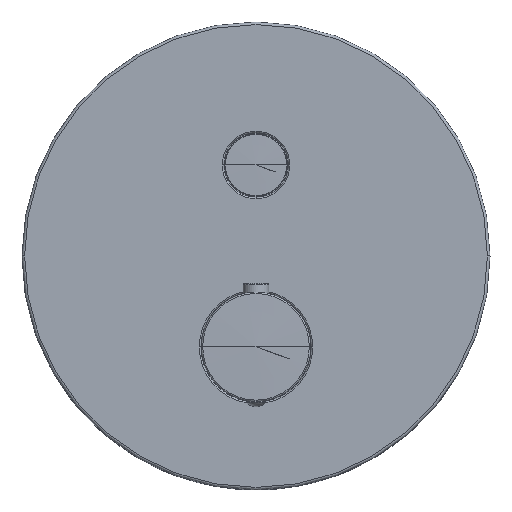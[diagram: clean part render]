
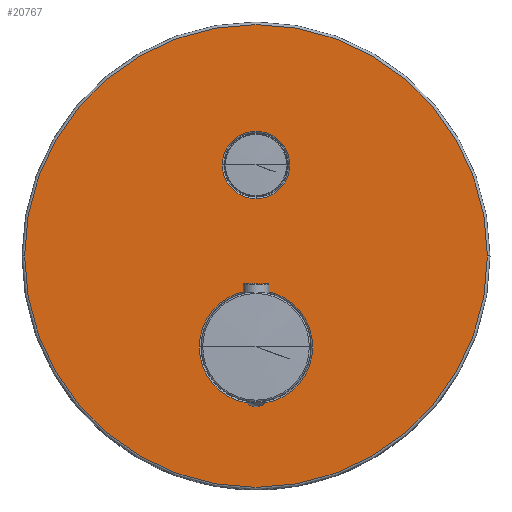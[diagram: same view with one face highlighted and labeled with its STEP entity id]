
A CAD part, top view. The second image highlights one B-rep face of the part: STEP entity #20767.
In plain terms, the highlighted planar face has unit normal (0, 0, 1).
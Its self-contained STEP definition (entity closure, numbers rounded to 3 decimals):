
#622=CARTESIAN_POINT('',(0.,0.,9.));
#623=DIRECTION('',(0.,0.,1.));
#624=DIRECTION('',(1.,0.,0.));
#625=AXIS2_PLACEMENT_3D('',#622,#623,#624);
#627=CARTESIAN_POINT('',(0.,0.,9.));
#628=DIRECTION('',(0.,0.,1.));
#629=DIRECTION('',(-1.,0.,0.));
#630=AXIS2_PLACEMENT_3D('',#627,#628,#629);
#632=CARTESIAN_POINT('',(0.,35.,9.));
#633=DIRECTION('',(0.,0.,-1.));
#634=DIRECTION('',(-1.,0.,0.));
#635=AXIS2_PLACEMENT_3D('',#632,#633,#634);
#637=CARTESIAN_POINT('',(0.,35.,9.));
#638=DIRECTION('',(0.,0.,-1.));
#639=DIRECTION('',(1.,0.,0.));
#640=AXIS2_PLACEMENT_3D('',#637,#638,#639);
#642=CARTESIAN_POINT('',(0.,-35.,9.));
#643=DIRECTION('',(0.,0.,-1.));
#644=DIRECTION('',(1.,0.,0.));
#645=AXIS2_PLACEMENT_3D('',#642,#643,#644);
#647=CARTESIAN_POINT('',(0.,-35.,9.));
#648=DIRECTION('',(0.,0.,-1.));
#649=DIRECTION('',(-1.,0.,0.));
#650=AXIS2_PLACEMENT_3D('',#647,#648,#649);
#19142=CARTESIAN_POINT('',(89.,0.,9.));
#19143=CARTESIAN_POINT('',(-89.,0.,9.));
#19144=VERTEX_POINT('',#19142);
#19145=VERTEX_POINT('',#19143);
#19234=CARTESIAN_POINT('',(-13.,35.,9.));
#19235=CARTESIAN_POINT('',(13.,35.,9.));
#19236=VERTEX_POINT('',#19234);
#19237=VERTEX_POINT('',#19235);
#19242=CARTESIAN_POINT('',(21.8,-35.,9.));
#19243=CARTESIAN_POINT('',(-21.8,-35.,9.));
#19244=VERTEX_POINT('',#19242);
#19245=VERTEX_POINT('',#19243);
#20745=CARTESIAN_POINT('',(0.,0.,9.));
#20746=DIRECTION('',(0.,0.,1.));
#20747=DIRECTION('',(1.,0.,0.));
#20748=AXIS2_PLACEMENT_3D('',#20745,#20746,#20747);
#20749=PLANE('',#20748);
#20750=ORIENTED_EDGE('',*,*,#20728,.F.);
#20752=ORIENTED_EDGE('',*,*,#20751,.F.);
#20753=EDGE_LOOP('',(#20750,#20752));
#20754=FACE_OUTER_BOUND('',#20753,.F.);
#20756=ORIENTED_EDGE('',*,*,#20755,.F.);
#20758=ORIENTED_EDGE('',*,*,#20757,.F.);
#20759=EDGE_LOOP('',(#20756,#20758));
#20760=FACE_BOUND('',#20759,.F.);
#20762=ORIENTED_EDGE('',*,*,#20761,.F.);
#20764=ORIENTED_EDGE('',*,*,#20763,.F.);
#20765=EDGE_LOOP('',(#20762,#20764));
#20766=FACE_BOUND('',#20765,.F.);
#20767=ADVANCED_FACE('',(#20754,#20760,#20766),#20749,.T.);
#626=CIRCLE('',#625,89.);
#631=CIRCLE('',#630,89.);
#636=CIRCLE('',#635,13.);
#641=CIRCLE('',#640,13.);
#646=CIRCLE('',#645,21.8);
#651=CIRCLE('',#650,21.8);
#20728=EDGE_CURVE('',#19144,#19145,#626,.T.);
#20751=EDGE_CURVE('',#19145,#19144,#631,.T.);
#20755=EDGE_CURVE('',#19236,#19237,#636,.T.);
#20757=EDGE_CURVE('',#19237,#19236,#641,.T.);
#20761=EDGE_CURVE('',#19244,#19245,#646,.T.);
#20763=EDGE_CURVE('',#19245,#19244,#651,.T.);
